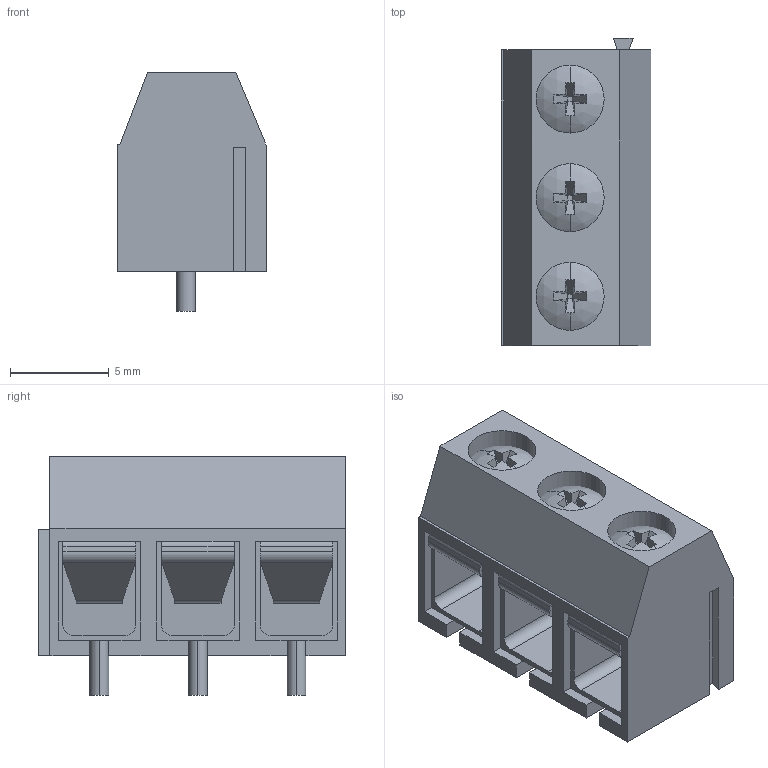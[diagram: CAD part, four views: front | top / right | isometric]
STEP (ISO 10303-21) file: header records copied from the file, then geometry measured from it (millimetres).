
FILE_DESCRIPTION (( 'STEP AP214' ), '1' );
FILE_NAME ('Terminal Block 3-pin.STEP', '2025-12-10T14:01:03', ( '' ), ( '' ), 'SwSTEP 2.0', 'SolidWorks 2024', '' );
FILE_SCHEMA (( 'AUTOMOTIVE_DESIGN' ));
Length unit declared in the file: millimetre
Products named in the file (1): Terminal Block 3-pin
Bounding box: 7.6 x 15.6 x 12.1 mm (x, y, z)
Volume: 832.3 mm3; surface area: 2175 mm2
Topology: 13 solids, 13 shells, 284 faces, 657 edges, 408 vertices
Faces by surface type: plane 203, cylinder 63, torus 6, sphere 6, bspline 6
Entity records: 11555 total; most frequent: CARTESIAN_POINT 1872, DIRECTION 1383, ORIENTED_EDGE 1314, EDGE_CURVE 657, AXIS2_PLACEMENT_3D 471, LINE 441, VECTOR 441, VERTEX_POINT 408
